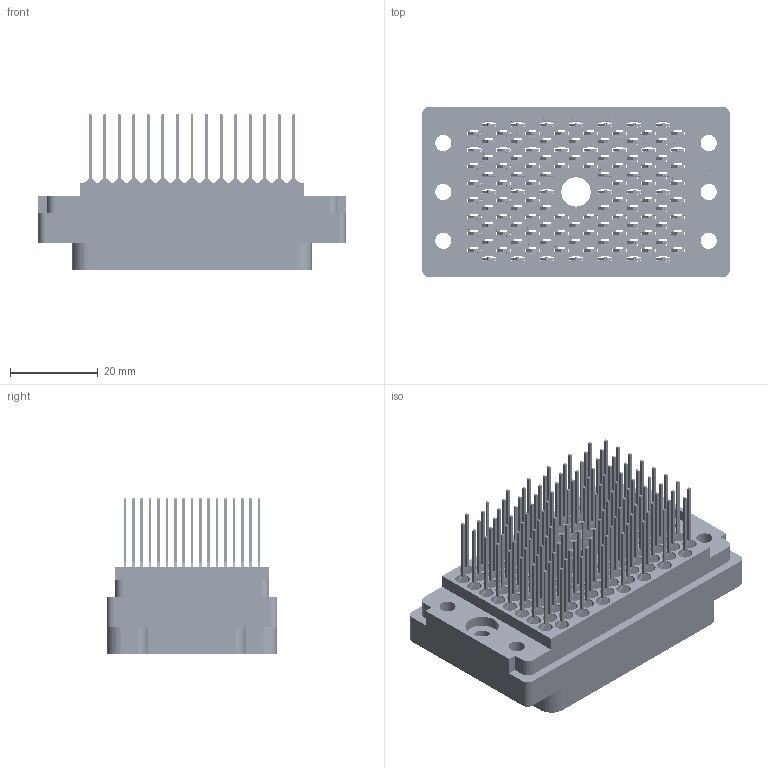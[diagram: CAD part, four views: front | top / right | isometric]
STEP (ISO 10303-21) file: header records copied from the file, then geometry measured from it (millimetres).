
FILE_DESCRIPTION (( 'STEP AP203' ), '1' );
FILE_NAME ('516-120-541-100.STEP', '2020-03-11T05:25:25', ( '' ), ( '' ), 'SwSTEP 2.0', 'SolidWorks 2016', '' );
FILE_SCHEMA (( 'CONFIG_CONTROL_DESIGN' ));
Length unit declared in the file: inch
Products named in the file (3): 516 Plug Insulator_120; 516-120-541-100; 516-292-001_541 Contact
Assembly tree (121 placements, depth 2):
  516-120-541-100
    516 Plug Insulator_120
    516-292-001_541 Contact  x120
Bounding box: 69.85 x 38.73 x 35.43 mm (x, y, z)
Volume: 23866.5 mm3; surface area: 49652.1 mm2
Topology: 121 solids, 121 shells, 11018 faces, 32048 edges, 21284 vertices
Faces by surface type: plane 6839, cylinder 3457, bspline 720, cone 2
Entity records: 86936 total; most frequent: CARTESIAN_POINT 15017, ORIENTED_EDGE 14592, DIRECTION 14080, EDGE_CURVE 7296, VECTOR 5580, LINE 5580, VERTEX_POINT 4862, AXIS2_PLACEMENT_3D 4250
